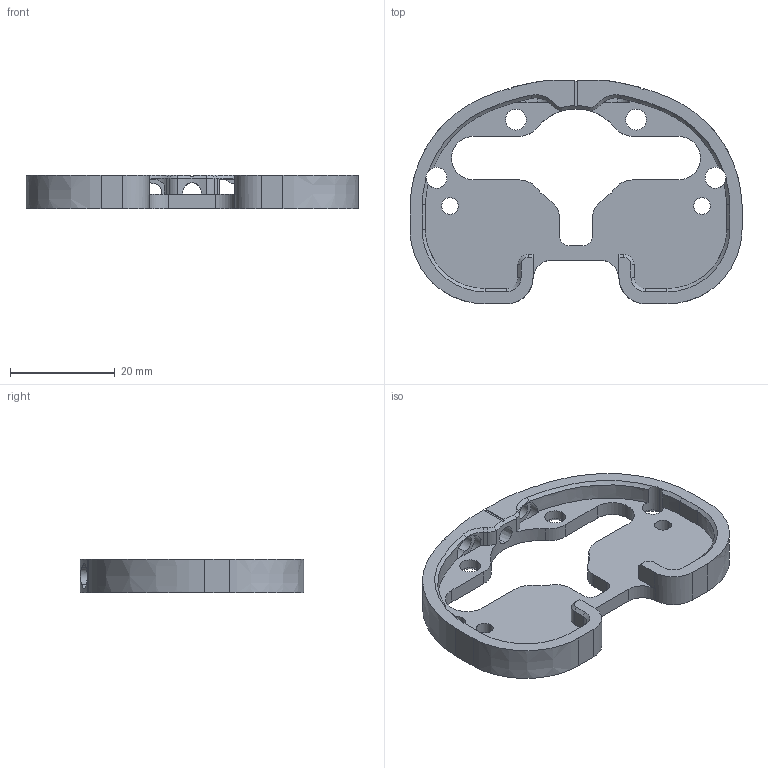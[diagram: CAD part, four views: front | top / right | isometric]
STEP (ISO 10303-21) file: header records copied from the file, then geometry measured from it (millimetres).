
FILE_DESCRIPTION((''),'2;1');
FILE_NAME('SZ-2-W','2011-05-31T',('Administrator'),(''),'PRO/ENGINEER BY PARAMETRIC TECHNOLOGY CORPORATION, 2001280','PRO/ENGINEER BY PARAMETRIC TECHNOLOGY CORPORATION, 2001280','');
FILE_SCHEMA(('CONFIG_CONTROL_DESIGN'));
Length unit declared in the file: millimetre
Products named in the file (1): SZ-2-W
Bounding box: 63.52 x 42.82 x 6.5 mm (x, y, z)
Volume: 5924 mm3; surface area: 5522.1 mm2
Topology: 1 solids, 1 shells, 163 faces, 452 edges, 288 vertices
Faces by surface type: plane 63, cylinder 51, cone 25, extrusion 14, bspline 10
Entity records: 6385 total; most frequent: CARTESIAN_POINT 2188, ORIENTED_EDGE 904, DIRECTION 817, EDGE_CURVE 452, VERTEX_POINT 288, AXIS2_PLACEMENT_3D 279, VECTOR 259, LINE 245
